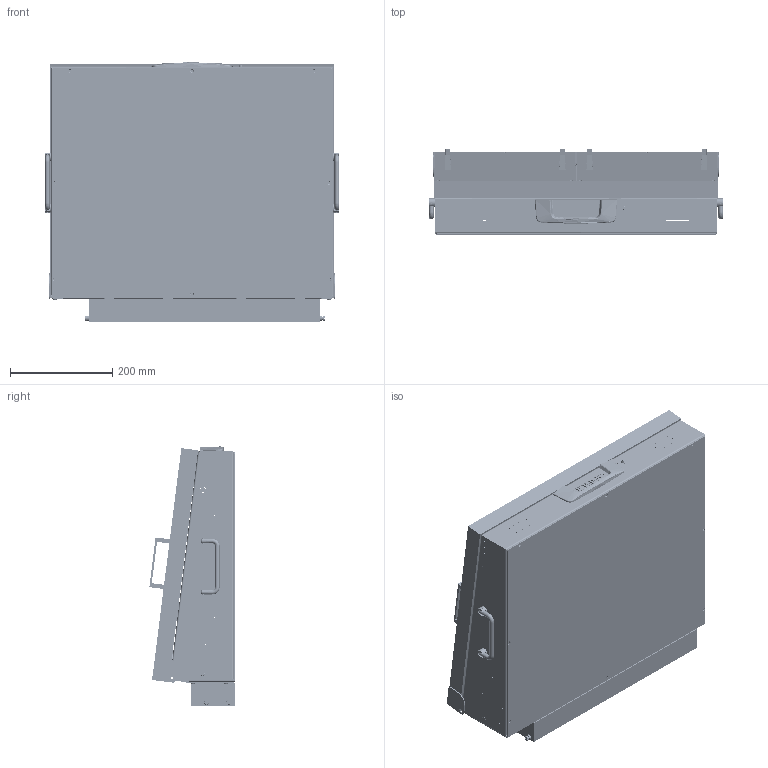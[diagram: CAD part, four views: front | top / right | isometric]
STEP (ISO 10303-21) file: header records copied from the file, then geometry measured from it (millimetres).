
FILE_DESCRIPTION (( 'STEP AP214' ), '1' );
FILE_NAME ('INGUN_114667.STEP', '2024-02-07T08:25:17', ( '' ), ( '' ), 'SwSTEP 2.0', 'SolidWorks 2021', '' );
FILE_SCHEMA (( 'AUTOMOTIVE_DESIGN' ));
Length unit declared in the file: millimetre
Products named in the file (50): 22745~1_S; 113604~0; DIN912~n_M04,0x012; 49317~0; 114196_004~0_S; DIN985-A2~n_M04,0; 112093~1; DIN125~n_04,3 M04,0; 113746~1_S; 112026~0_Mitte<S>; 11657~0; K_02037~0_Standard ohne Dyn Punkt<Standard>; 115769~0_S; K_02038~0; 111995~2_S; DIN912~n_M04,0x040; 100974~1_KUNDE<S>; 113537~0_S; 114554~0_Kunde<S>; 114094~1_S; 114097~2_KUNDE<S>; 32171~0_S; 115289~0_S; 1607~1; 112176~0_S; 112992~2_S; 31788~1_flexibel<Standard>; 114196~0; Gewindebuchse~n_M04-07,5 offen; 112087~2_S; 112025~2_S; 114196_002~0; 112079~7_S; 19420~3; 11655~0; 113552~1_S; INGUN_114667; 112024~0_S; 112094~1_S; 114196_001~0 ...
Assembly tree (95 placements, depth 5):
  INGUN_114667
    113746~1_S
      113552~1_S
      32171~0_S
      112024~0_S
      112025~2_S
      DIN125~n_04,3 M04,0
      DIN985-A2~n_M04,0
      DIN912~n_M04,0x012
      112026~0_Mitte<S>
      112992~2_S  x2
      49317~0  x2
      ISO7380~n_M03,0x005
      114364~0_S
      114196~0  x2
        114196_001~0
        114196_002~0
        114196_003~0
        114196_004~0_S
    114097~2_KUNDE<S>
      115769~0_S
        114098~1_S
        Gewindebuchse~n_M04-07,5 offen  x8
      114094~1_S  x2
      114554~0_Kunde<S>  x2
        100974~1_KUNDE<S>
        100974~1_KUNDE<S>
      112079~7_S
      114101~0_S
      1607~1  x4
      112176~0_S  x2
        112087~2_S
          111995~2_S
          115289~0_S
        49317~0
      19420~3  x2
      11657~0  x2
      11655~0  x2
    31788~1_flexibel<Standard>
      K_02037~0_Standard ohne Dyn Punkt<Standard>
      K_02038~0
    31788~1_flexibel<Standard>
      K_02037~0_Standard ohne Dyn Punkt<Standard>
      K_02038~0
    112094~1_S
      112093~1
      DIN7991~n_M03,0x006  x8
    113537~0_S
      113604~0
      DIN125~n_04,3 M04,0  x4
      ISO7380~n_M04,0x008  x4
    113436~0_S
      22745~1_S
      DIN912~n_M04,0x040  x8
Bounding box: 574 x 166.73 x 506.35 mm (x, y, z)
Volume: 5745220.9 mm3; surface area: 2695272.2 mm2
Topology: 98 solids, 106 shells, 5108 faces, 12636 edges, 8163 vertices
Faces by surface type: plane 2507, cylinder 1964, cone 329, bspline 198, torus 104, sphere 6
Entity records: 109473 total; most frequent: CARTESIAN_POINT 34903, DIRECTION 15089, ORIENTED_EDGE 14646, EDGE_CURVE 7323, AXIS2_PLACEMENT_3D 5565, VERTEX_POINT 4757, LINE 3959, VECTOR 3959
